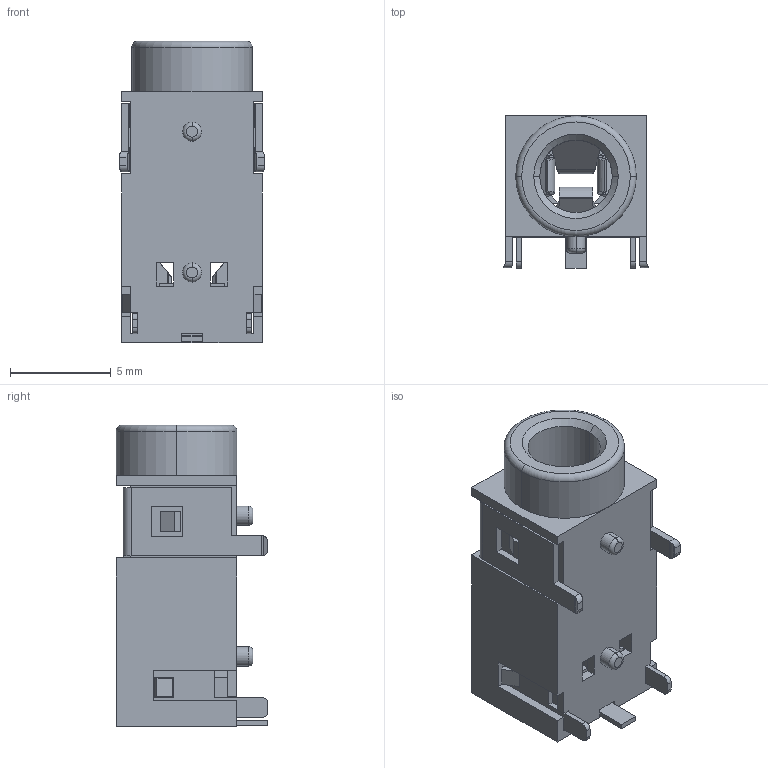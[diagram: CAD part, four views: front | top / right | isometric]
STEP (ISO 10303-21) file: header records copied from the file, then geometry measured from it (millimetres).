
FILE_DESCRIPTION (( 'STEP AP214' ), '1' );
FILE_NAME ('4 Pole Audio Jack Connector, female.STEP', '2022-07-22T07:13:11', ( '' ), ( '' ), 'SwSTEP 2.0', 'SolidWorks 2021', '' );
FILE_SCHEMA (( 'AUTOMOTIVE_DESIGN' ));
Length unit declared in the file: millimetre
Products named in the file (1): 4 Pole Audio Jack Connector, female
Bounding box: 7.23 x 7.54 x 15 mm (x, y, z)
Volume: 330.3 mm3; surface area: 1161.1 mm2
Topology: 5 solids, 5 shells, 327 faces, 881 edges, 560 vertices
Faces by surface type: plane 227, cylinder 66, bspline 26, torus 6, cone 2
Entity records: 10496 total; most frequent: CARTESIAN_POINT 2430, ORIENTED_EDGE 1762, DIRECTION 1489, EDGE_CURVE 881, VECTOR 691, LINE 691, VERTEX_POINT 560, AXIS2_PLACEMENT_3D 399
